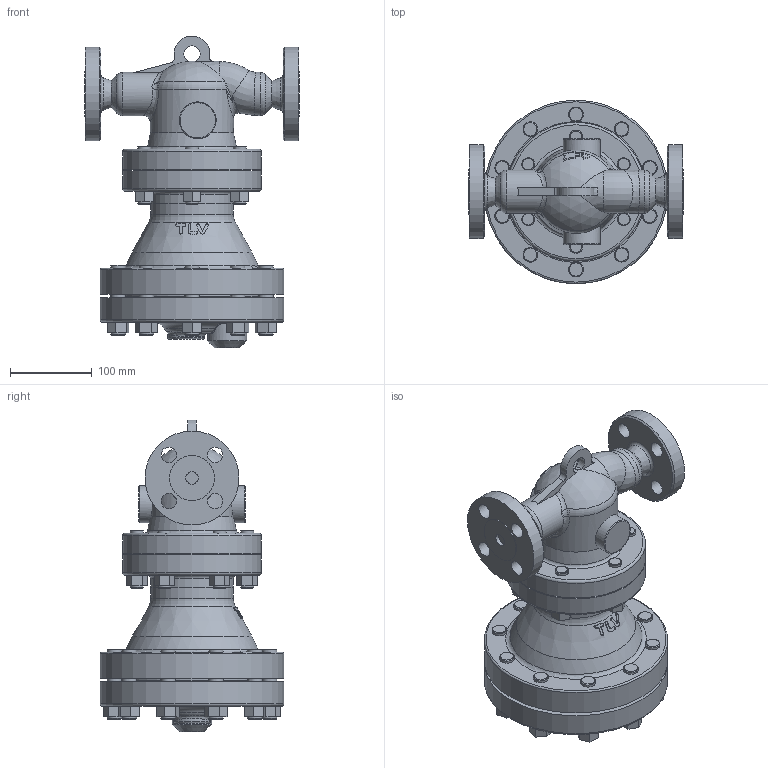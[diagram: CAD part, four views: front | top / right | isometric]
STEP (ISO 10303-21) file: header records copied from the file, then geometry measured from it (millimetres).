
FILE_DESCRIPTION((''),'2;1');
FILE_NAME('dc3sh-015-jis40-00.stp','2014-02-14T13:06:44',('akifuji'),(''),'Autodesk Inventor 2012','Autodesk Inventor 2012','');
FILE_SCHEMA(('AUTOMOTIVE_DESIGN { 1 0 10303 214 1 1 1 1 }'));
Length unit declared in the file: millimetre
Products named in the file (1): dc3sh-015-jis40-00
Bounding box: 263 x 225 x 382 mm (x, y, z)
Volume: 6539646.7 mm3; surface area: 398705 mm2
Topology: 1 solids, 2 shells, 388 faces, 958 edges, 622 vertices
Faces by surface type: plane 199, cylinder 92, cone 46, torus 23, bspline 23, revolution 3, sphere 2
Full cylindrical faces by diameter (mm): 15 x2, 16 x18, 18 x30, 19 x8, 22.2 x2, 45 x3, 48 x1, 53 x1, 55 x2, 100.952 x1, 102 x1, 115 x2, 118 x1, 162.5 x1, 170 x3, 225 x2
Entity records: 12397 total; most frequent: CARTESIAN_POINT 3982, DIRECTION 1691, ORIENTED_EDGE 1542, EDGE_CURVE 771, AXIS2_PLACEMENT_3D 678, EDGE_LOOP 625, VERTEX_POINT 574, FACE_OUTER_BOUND 388
